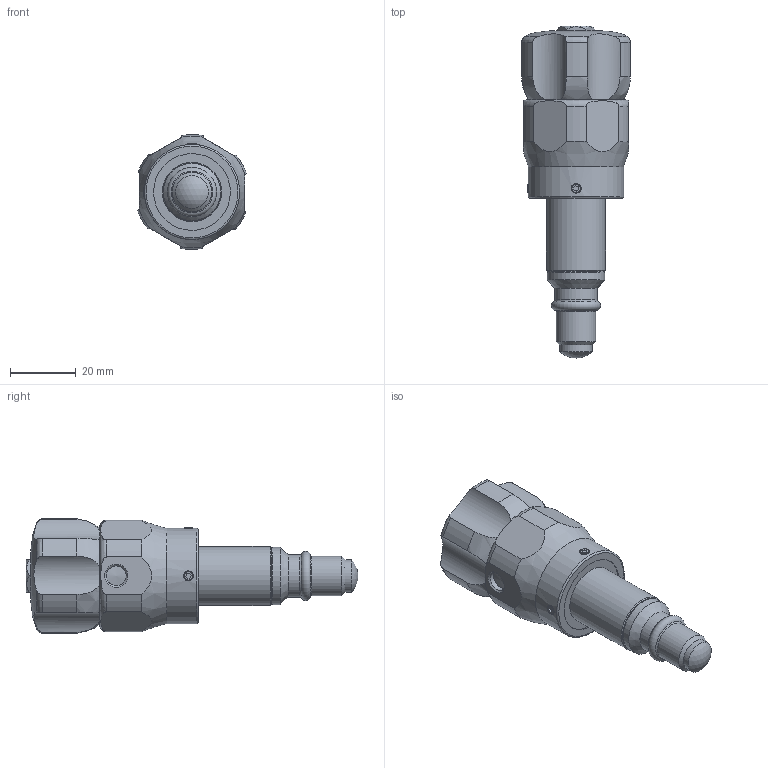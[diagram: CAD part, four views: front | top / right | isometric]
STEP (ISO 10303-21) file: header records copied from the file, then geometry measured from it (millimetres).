
FILE_DESCRIPTION((''),'2;1');
FILE_NAME('600047.stp','2008-08-05T10:05:42',('mbm'),(''),'Autodesk Inventor 2008','Autodesk Inventor 2008','');
FILE_SCHEMA(('AUTOMOTIVE_DESIGN { 1 0 10303 214 1 1 1 1 }'));
Length unit declared in the file: millimetre
Products named in the file (1): Part17
Bounding box: 33.14 x 101.14 x 34.96 mm (x, y, z)
Volume: 47977.7 mm3; surface area: 9485.8 mm2
Topology: 1 solids, 1 shells, 100 faces, 247 edges, 162 vertices
Faces by surface type: cylinder 35, plane 34, cone 11, torus 10, bspline 9, sphere 1
Full cylindrical faces by diameter (mm): 3 x1, 3.05 x1, 6.05 x1, 8.663 x1, 10 x1, 12 x1, 12.9 x1, 16 x1, 17.5 x1, 18 x1, 23.4 x1, 29 x1
Entity records: 4109 total; most frequent: CARTESIAN_POINT 1853, DIRECTION 422, ORIENTED_EDGE 416, EDGE_CURVE 208, AXIS2_PLACEMENT_3D 181, VERTEX_POINT 150, EDGE_LOOP 140, FACE_OUTER_BOUND 100
